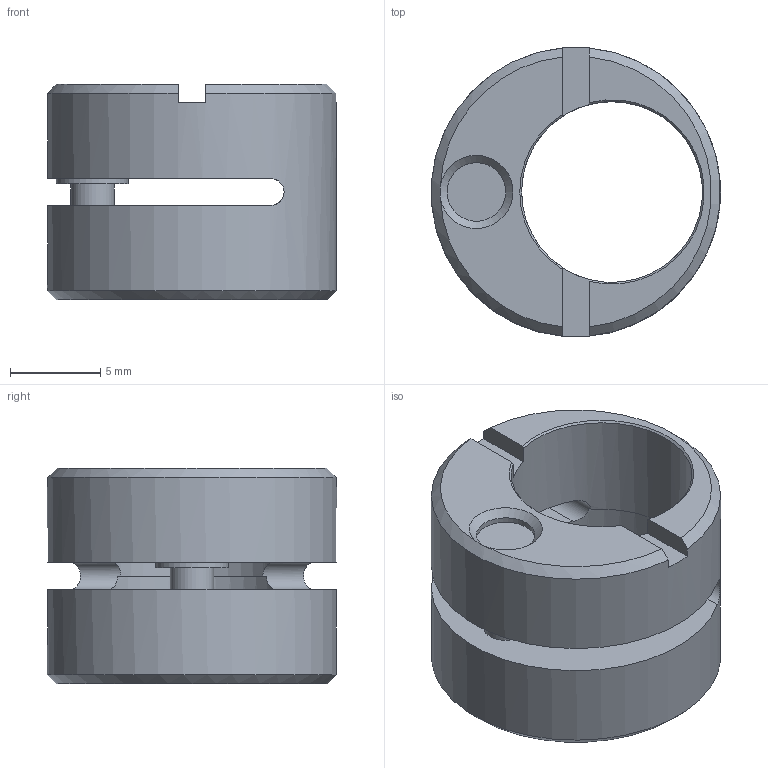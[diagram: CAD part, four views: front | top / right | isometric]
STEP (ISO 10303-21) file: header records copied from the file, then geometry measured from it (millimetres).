
FILE_DESCRIPTION( ( 'Unknown' ), '1' );
FILE_NAME( 'PT58-1016.stp', 'Unknown', ( 'Unknown' ), ( 'Unknown' ), 'PSStep 16.0.42', 'Unknown', ' ' );
FILE_SCHEMA( ( 'AUTOMOTIVE_DESIGN { 1 0 10303 214 1 1 1 1 }' ) );
Length unit declared in the file: millimetre
Products named in the file (1): 1
Bounding box: 15.98 x 15.99 x 11.9 mm (x, y, z)
Volume: 1251.1 mm3; surface area: 1331.7 mm2
Topology: 1 solids, 1 shells, 29 faces, 86 edges, 57 vertices
Faces by surface type: plane 14, cylinder 8, cone 7
Full cylindrical faces by diameter (mm): 2.4 x1, 3.242 x1, 4 x1, 10 x1, 10.3 x1, 16 x1
Entity records: 1172 total; most frequent: CARTESIAN_POINT 236, DIRECTION 142, ORIENTED_EDGE 134, EDGE_CURVE 67, AXIS2_PLACEMENT_3D 60, VERTEX_POINT 48, EDGE_LOOP 43, FACE_OUTER_BOUND 35
